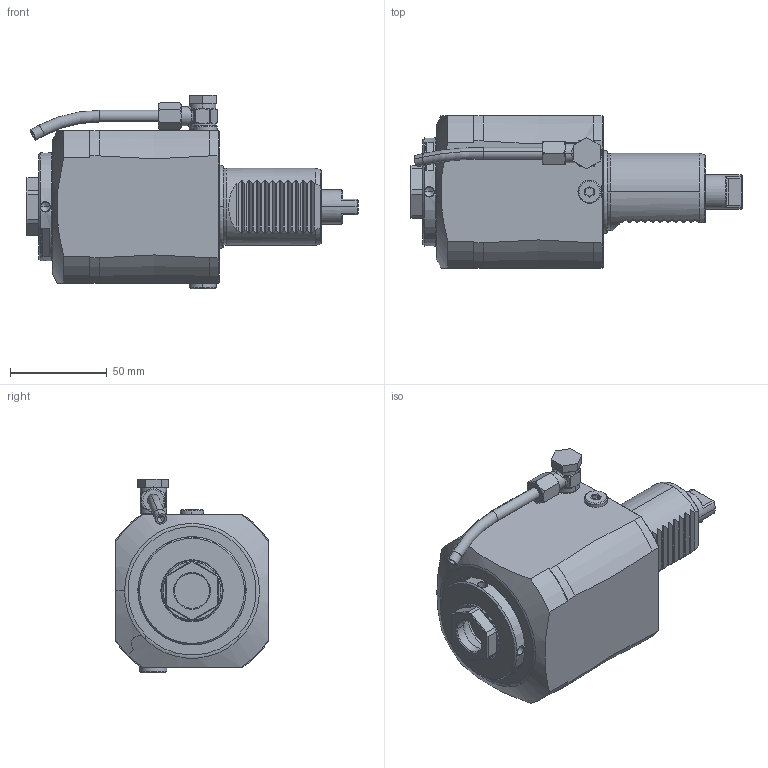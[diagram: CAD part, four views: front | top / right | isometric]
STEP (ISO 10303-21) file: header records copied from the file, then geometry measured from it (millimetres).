
FILE_DESCRIPTION((''),'2;1');
FILE_NAME('NGT1_40_125_25_3HD','2022-05-25T',('vali'),('NOVA GRUP'),'PRO/ENGINEER BY PARAMETRIC TECHNOLOGY CORPORATION, 2010280','PRO/ENGINEER BY PARAMETRIC TECHNOLOGY CORPORATION, 2010280','');
FILE_SCHEMA(('CONFIG_CONTROL_DESIGN'));
Length unit declared in the file: millimetre
Products named in the file (1): NGT1_40_125_25_3HD
Bounding box: 172 x 79 x 100.4 mm (x, y, z)
Volume: 593122.2 mm3; surface area: 52627.1 mm2
Topology: 2 solids, 3 shells, 379 faces, 944 edges, 584 vertices
Faces by surface type: plane 153, cylinder 107, cone 52, torus 37, bspline 30
Entity records: 15990 total; most frequent: CARTESIAN_POINT 7380, ORIENTED_EDGE 1872, DIRECTION 1662, EDGE_CURVE 936, AXIS2_PLACEMENT_3D 644, VERTEX_POINT 584, EDGE_LOOP 408, FACE_OUTER_BOUND 379
